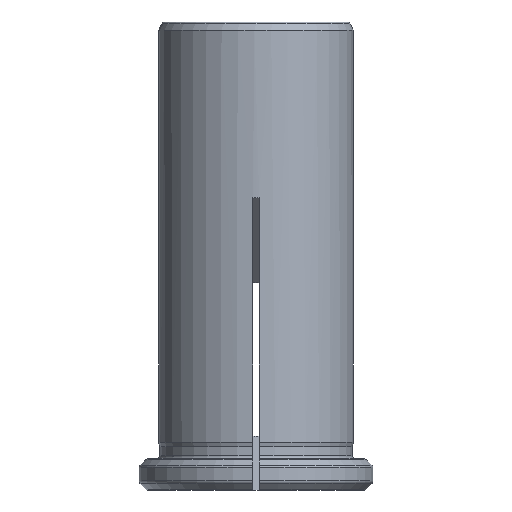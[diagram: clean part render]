
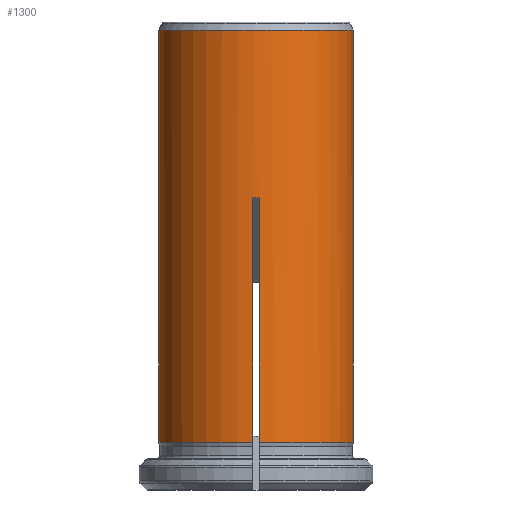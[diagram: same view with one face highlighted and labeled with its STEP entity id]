
A CAD part, front view. The second image highlights one B-rep face of the part: STEP entity #1300.
In plain terms, the highlighted cylindrical face has radius 12.5 mm (diameter 25 mm), a full revolution.
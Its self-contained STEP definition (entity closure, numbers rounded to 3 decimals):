
#28=ELLIPSE('',#1405,17.678,12.5);
#29=ELLIPSE('',#1407,17.678,12.5);
#30=ELLIPSE('',#1409,17.678,12.5);
#31=ELLIPSE('',#1411,17.678,12.5);
#162=CIRCLE('',#1375,12.5);
#174=CIRCLE('',#1404,12.5);
#175=CIRCLE('',#1406,12.5);
#176=CIRCLE('',#1408,12.5);
#177=CIRCLE('',#1410,12.5);
#294=ORIENTED_EDGE('',*,*,#689,.T.);
#295=ORIENTED_EDGE('',*,*,#690,.F.);
#296=ORIENTED_EDGE('',*,*,#691,.F.);
#297=ORIENTED_EDGE('',*,*,#692,.T.);
#298=ORIENTED_EDGE('',*,*,#693,.F.);
#299=ORIENTED_EDGE('',*,*,#694,.F.);
#300=ORIENTED_EDGE('',*,*,#695,.F.);
#301=ORIENTED_EDGE('',*,*,#696,.T.);
#302=ORIENTED_EDGE('',*,*,#697,.F.);
#303=ORIENTED_EDGE('',*,*,#698,.F.);
#304=ORIENTED_EDGE('',*,*,#699,.F.);
#305=ORIENTED_EDGE('',*,*,#700,.T.);
#306=ORIENTED_EDGE('',*,*,#701,.F.);
#307=ORIENTED_EDGE('',*,*,#702,.F.);
#308=ORIENTED_EDGE('',*,*,#703,.F.);
#309=ORIENTED_EDGE('',*,*,#704,.T.);
#310=ORIENTED_EDGE('',*,*,#636,.F.);
#636=EDGE_CURVE('',#836,#837,#162,.F.);
#689=EDGE_CURVE('',#881,#881,#174,.T.);
#690=EDGE_CURVE('',#882,#836,#989,.F.);
#691=EDGE_CURVE('',#883,#882,#28,.T.);
#692=EDGE_CURVE('',#883,#884,#990,.F.);
#693=EDGE_CURVE('',#885,#884,#175,.F.);
#694=EDGE_CURVE('',#886,#885,#991,.F.);
#695=EDGE_CURVE('',#887,#886,#29,.T.);
#696=EDGE_CURVE('',#887,#888,#992,.F.);
#697=EDGE_CURVE('',#889,#888,#176,.F.);
#698=EDGE_CURVE('',#890,#889,#993,.F.);
#699=EDGE_CURVE('',#891,#890,#30,.T.);
#700=EDGE_CURVE('',#891,#892,#994,.F.);
#701=EDGE_CURVE('',#893,#892,#177,.F.);
#702=EDGE_CURVE('',#894,#893,#995,.F.);
#703=EDGE_CURVE('',#895,#894,#31,.T.);
#704=EDGE_CURVE('',#895,#837,#996,.F.);
#836=VERTEX_POINT('',#1905);
#837=VERTEX_POINT('',#1907);
#881=VERTEX_POINT('',#2052);
#882=VERTEX_POINT('',#2054);
#883=VERTEX_POINT('',#2056);
#884=VERTEX_POINT('',#2058);
#885=VERTEX_POINT('',#2060);
#886=VERTEX_POINT('',#2062);
#887=VERTEX_POINT('',#2064);
#888=VERTEX_POINT('',#2066);
#889=VERTEX_POINT('',#2068);
#890=VERTEX_POINT('',#2070);
#891=VERTEX_POINT('',#2072);
#892=VERTEX_POINT('',#2074);
#893=VERTEX_POINT('',#2076);
#894=VERTEX_POINT('',#2078);
#895=VERTEX_POINT('',#2080);
#989=LINE('',#2053,#1057);
#990=LINE('',#2057,#1058);
#991=LINE('',#2061,#1059);
#992=LINE('',#2065,#1060);
#993=LINE('',#2069,#1061);
#994=LINE('',#2073,#1062);
#995=LINE('',#2077,#1063);
#996=LINE('',#2081,#1064);
#1057=VECTOR('',#1617,1000.);
#1058=VECTOR('',#1620,1000.);
#1059=VECTOR('',#1623,1000.);
#1060=VECTOR('',#1626,1000.);
#1061=VECTOR('',#1629,1000.);
#1062=VECTOR('',#1632,1000.);
#1063=VECTOR('',#1635,1000.);
#1064=VECTOR('',#1638,1000.);
#1118=EDGE_LOOP('',(#294));
#1119=EDGE_LOOP('',(#295,#296,#297,#298,#299,#300,#301,#302,#303,#304,#305,
#306,#307,#308,#309,#310));
#1206=FACE_BOUND('',#1118,.T.);
#1207=FACE_BOUND('',#1119,.T.);
#1278=CYLINDRICAL_SURFACE('',#1403,12.5);
#1300=ADVANCED_FACE('',(#1206,#1207),#1278,.T.);
#1375=AXIS2_PLACEMENT_3D('',#1906,#1537,#1538);
#1403=AXIS2_PLACEMENT_3D('',#2050,#1613,#1614);
#1404=AXIS2_PLACEMENT_3D('',#2051,#1615,#1616);
#1405=AXIS2_PLACEMENT_3D('',#2055,#1618,#1619);
#1406=AXIS2_PLACEMENT_3D('',#2059,#1621,#1622);
#1407=AXIS2_PLACEMENT_3D('',#2063,#1624,#1625);
#1408=AXIS2_PLACEMENT_3D('',#2067,#1627,#1628);
#1409=AXIS2_PLACEMENT_3D('',#2071,#1630,#1631);
#1410=AXIS2_PLACEMENT_3D('',#2075,#1633,#1634);
#1411=AXIS2_PLACEMENT_3D('',#2079,#1636,#1637);
#1537=DIRECTION('',(0.,0.,1.));
#1538=DIRECTION('',(1.,0.,0.));
#1613=DIRECTION('',(0.,0.,1.));
#1614=DIRECTION('',(1.,0.,0.));
#1615=DIRECTION('',(0.,0.,-1.));
#1616=DIRECTION('',(-1.,0.,0.));
#1617=DIRECTION('',(0.,0.,1.));
#1618=DIRECTION('',(0.,0.707,-0.707));
#1619=DIRECTION('',(0.,0.707,0.707));
#1620=DIRECTION('',(0.,0.,1.));
#1621=DIRECTION('',(0.,0.,1.));
#1622=DIRECTION('',(1.,0.,0.));
#1623=DIRECTION('',(0.,0.,1.));
#1624=DIRECTION('',(-0.707,0.,-0.707));
#1625=DIRECTION('',(-0.707,0.,0.707));
#1626=DIRECTION('',(0.,0.,1.));
#1627=DIRECTION('',(0.,0.,1.));
#1628=DIRECTION('',(1.,0.,0.));
#1629=DIRECTION('',(0.,0.,1.));
#1630=DIRECTION('',(0.,-0.707,-0.707));
#1631=DIRECTION('',(0.,-0.707,0.707));
#1632=DIRECTION('',(0.,0.,1.));
#1633=DIRECTION('',(0.,0.,1.));
#1634=DIRECTION('',(1.,0.,0.));
#1635=DIRECTION('',(0.,0.,1.));
#1636=DIRECTION('',(0.707,0.,-0.707));
#1637=DIRECTION('',(0.707,0.,0.707));
#1638=DIRECTION('',(0.,0.,1.));
#1905=CARTESIAN_POINT('',(0.4,12.494,2.127));
#1906=CARTESIAN_POINT('',(0.,0.,2.127));
#1907=CARTESIAN_POINT('',(12.494,0.4,2.127));
#2050=CARTESIAN_POINT('',(0.,0.,60.));
#2051=CARTESIAN_POINT('',(0.,0.,54.973));
#2052=CARTESIAN_POINT('',(-12.5,0.,54.973));
#2053=CARTESIAN_POINT('',(0.4,12.494,60.));
#2054=CARTESIAN_POINT('',(0.4,12.494,33.494));
#2055=CARTESIAN_POINT('',(0.,0.,21.));
#2056=CARTESIAN_POINT('',(-0.4,12.494,33.494));
#2057=CARTESIAN_POINT('',(-0.4,12.494,60.));
#2058=CARTESIAN_POINT('',(-0.4,12.494,2.127));
#2059=CARTESIAN_POINT('',(0.,0.,2.127));
#2060=CARTESIAN_POINT('',(-12.494,0.4,2.127));
#2061=CARTESIAN_POINT('',(-12.494,0.4,60.));
#2062=CARTESIAN_POINT('',(-12.494,0.4,33.494));
#2063=CARTESIAN_POINT('',(0.,0.,21.));
#2064=CARTESIAN_POINT('',(-12.494,-0.4,33.494));
#2065=CARTESIAN_POINT('',(-12.494,-0.4,60.));
#2066=CARTESIAN_POINT('',(-12.494,-0.4,2.127));
#2067=CARTESIAN_POINT('',(0.,0.,2.127));
#2068=CARTESIAN_POINT('',(-0.4,-12.494,2.127));
#2069=CARTESIAN_POINT('',(-0.4,-12.494,60.));
#2070=CARTESIAN_POINT('',(-0.4,-12.494,33.494));
#2071=CARTESIAN_POINT('',(0.,0.,21.));
#2072=CARTESIAN_POINT('',(0.4,-12.494,33.494));
#2073=CARTESIAN_POINT('',(0.4,-12.494,60.));
#2074=CARTESIAN_POINT('',(0.4,-12.494,2.127));
#2075=CARTESIAN_POINT('',(0.,0.,2.127));
#2076=CARTESIAN_POINT('',(12.494,-0.4,2.127));
#2077=CARTESIAN_POINT('',(12.494,-0.4,60.));
#2078=CARTESIAN_POINT('',(12.494,-0.4,33.494));
#2079=CARTESIAN_POINT('',(0.,0.,21.));
#2080=CARTESIAN_POINT('',(12.494,0.4,33.494));
#2081=CARTESIAN_POINT('',(12.494,0.4,60.));
